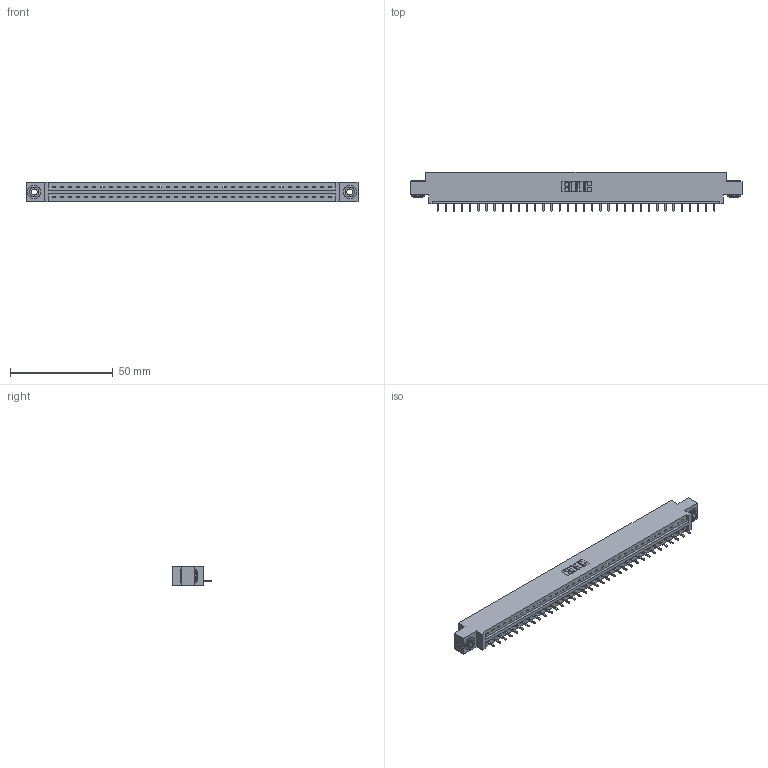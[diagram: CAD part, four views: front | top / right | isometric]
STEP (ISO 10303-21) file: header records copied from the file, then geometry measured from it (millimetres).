
FILE_DESCRIPTION (( 'STEP AP203' ), '1' );
FILE_NAME ('337-035-521-603.STEP', '2018-08-07T20:05:19', ( '' ), ( '' ), 'SwSTEP 2.0', 'SolidWorks 2016', '' );
FILE_SCHEMA (( 'CONFIG_CONTROL_DESIGN' ));
Length unit declared in the file: inch
Products named in the file (4): 345-250-002_345-250-002-102; 337-035-521-603; 337 Part_0.170 Offset - 0.156 Dia-TH; 345-292-001_345-293-121
Assembly tree (38 placements, depth 2):
  337-035-521-603
    337 Part_0.170 Offset - 0.156 Dia-TH
    345-292-001_345-293-121  x35
    345-250-002_345-250-002-102  x2
Bounding box: 161.7 x 19.06 x 9.4 mm (x, y, z)
Volume: 16520.3 mm3; surface area: 16939.4 mm2
Topology: 38 solids, 38 shells, 2326 faces, 6979 edges, 4602 vertices
Faces by surface type: plane 1694, cylinder 624, cone 8
Entity records: 27722 total; most frequent: CARTESIAN_POINT 4806, ORIENTED_EDGE 4770, DIRECTION 4093, EDGE_CURVE 2385, VECTOR 2233, LINE 2233, VERTEX_POINT 1586, AXIS2_PLACEMENT_3D 930
